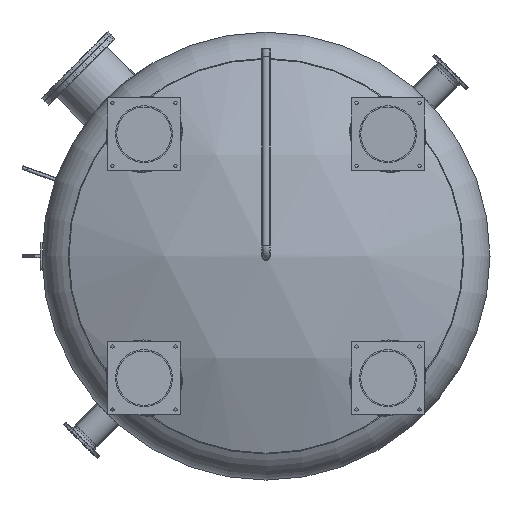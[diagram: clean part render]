
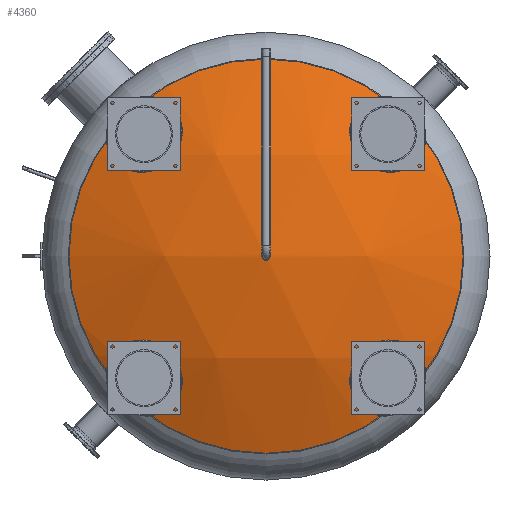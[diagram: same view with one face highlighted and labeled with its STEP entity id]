
A CAD part, front view. The second image highlights one B-rep face of the part: STEP entity #4360.
In plain terms, the highlighted spherical face has radius 3213 mm.
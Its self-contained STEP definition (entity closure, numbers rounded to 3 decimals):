
#398=FACE_BOUND('',#846,.T.);
#578=SPHERICAL_SURFACE('',#5127,3213.);
#606=FACE_OUTER_BOUND('',#845,.T.);
#845=EDGE_LOOP('',(#3028,#3029));
#846=EDGE_LOOP('',(#3030));
#1717=CIRCLE('',#5118,30.15);
#1719=CIRCLE('',#5121,1413.497);
#1720=CIRCLE('',#5122,1413.497);
#2006=VERTEX_POINT('',#7144);
#2008=VERTEX_POINT('',#7150);
#2009=VERTEX_POINT('',#7151);
#2414=EDGE_CURVE('',#2006,#2006,#1717,.T.);
#2417=EDGE_CURVE('',#2008,#2009,#1719,.T.);
#2418=EDGE_CURVE('',#2009,#2008,#1720,.T.);
#3028=ORIENTED_EDGE('',*,*,#2417,.T.);
#3029=ORIENTED_EDGE('',*,*,#2418,.T.);
#3030=ORIENTED_EDGE('',*,*,#2414,.T.);
#4360=ADVANCED_FACE('',(#606,#398),#578,.T.);
#5118=AXIS2_PLACEMENT_3D('',#7145,#5745,#5746);
#5121=AXIS2_PLACEMENT_3D('',#7152,#5752,#5753);
#5122=AXIS2_PLACEMENT_3D('',#7153,#5754,#5755);
#5127=AXIS2_PLACEMENT_3D('',#7161,#5764,#5765);
#5745=DIRECTION('center_axis',(0.,-1.,0.));
#5746=DIRECTION('ref_axis',(1.,0.,0.));
#5752=DIRECTION('center_axis',(0.,1.,0.));
#5753=DIRECTION('ref_axis',(-1.,0.,0.));
#5754=DIRECTION('center_axis',(0.,1.,0.));
#5755=DIRECTION('ref_axis',(-1.,0.,0.));
#5764=DIRECTION('center_axis',(0.,0.,1.));
#5765=DIRECTION('ref_axis',(1.,0.,0.));
#7144=CARTESIAN_POINT('',(-30.15,678.144,0.));
#7145=CARTESIAN_POINT('Origin',(0.,678.144,0.));
#7150=CARTESIAN_POINT('',(-1413.497,350.661,0.));
#7151=CARTESIAN_POINT('',(0.,350.661,-1413.497));
#7152=CARTESIAN_POINT('Origin',(0.,350.661,
0.));
#7153=CARTESIAN_POINT('Origin',(0.,350.661,
0.));
#7161=CARTESIAN_POINT('Origin',(0.,-2534.715,0.));
